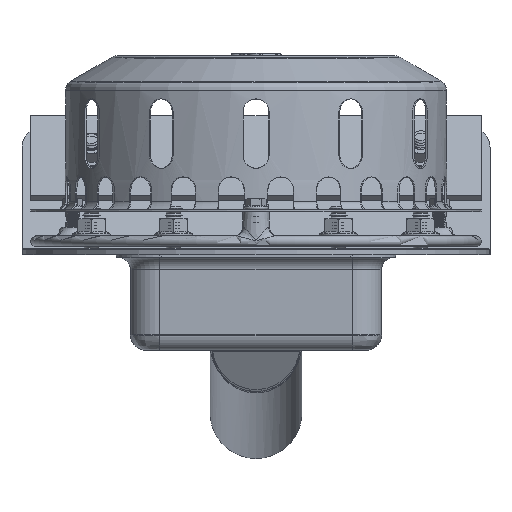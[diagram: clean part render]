
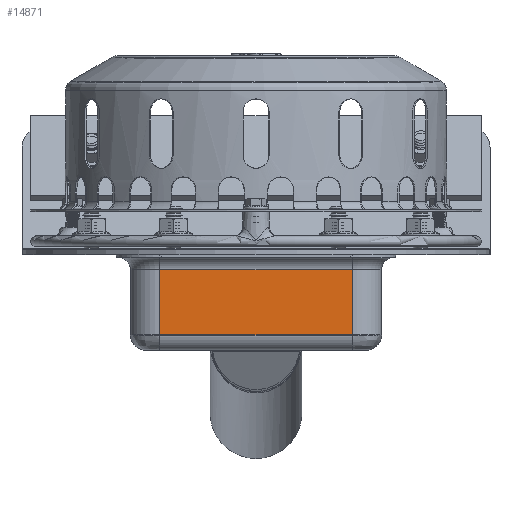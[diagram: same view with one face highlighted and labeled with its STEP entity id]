
A CAD part, left-side view. The second image highlights one B-rep face of the part: STEP entity #14871.
In plain terms, the highlighted planar face has unit normal (-1, 0, 0).
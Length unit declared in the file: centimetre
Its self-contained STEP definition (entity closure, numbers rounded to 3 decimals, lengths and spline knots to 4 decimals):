
#2015=PLANE('',#15895);
#2292=FACE_OUTER_BOUND('',#3228,.T.);
#3228=EDGE_LOOP('',(#10185,#10186,#10187,#10188));
#4336=LINE('',#22762,#5304);
#4346=LINE('',#22812,#5314);
#4347=LINE('',#22816,#5315);
#4348=LINE('',#22817,#5316);
#5304=VECTOR('',#17918,1.);
#5314=VECTOR('',#17980,1.);
#5315=VECTOR('',#17985,1.);
#5316=VECTOR('',#17986,1.);
#6292=VERTEX_POINT('',#22759);
#6293=VERTEX_POINT('',#22761);
#6307=VERTEX_POINT('',#22811);
#6308=VERTEX_POINT('',#22815);
#7746=EDGE_CURVE('',#6292,#6293,#4336,.T.);
#7772=EDGE_CURVE('',#6307,#6293,#4346,.T.);
#7774=EDGE_CURVE('',#6308,#6292,#4347,.T.);
#7775=EDGE_CURVE('',#6307,#6308,#4348,.T.);
#10185=ORIENTED_EDGE('',*,*,#7746,.F.);
#10186=ORIENTED_EDGE('',*,*,#7774,.F.);
#10187=ORIENTED_EDGE('',*,*,#7775,.F.);
#10188=ORIENTED_EDGE('',*,*,#7772,.T.);
#14871=ADVANCED_FACE('',(#2292),#2015,.T.);
#15895=AXIS2_PLACEMENT_3D('',#22814,#17983,#17984);
#17918=DIRECTION('',(0.,-1.,0.));
#17980=DIRECTION('',(0.,0.,1.));
#17983=DIRECTION('center_axis',(-1.,0.,0.));
#17984=DIRECTION('ref_axis',(0.,-1.,0.));
#17985=DIRECTION('',(0.,0.,1.));
#17986=DIRECTION('',(0.,1.,0.));
#22759=CARTESIAN_POINT('',(68.,55.5,-8.5));
#22761=CARTESIAN_POINT('',(68.,-55.5,-8.5));
#22762=CARTESIAN_POINT('',(68.,27.75,-8.5));
#22811=CARTESIAN_POINT('',(68.,-55.5,-46.0417));
#22812=CARTESIAN_POINT('',(68.,-55.5,-55.0417));
#22814=CARTESIAN_POINT('Origin',(68.,55.5,-55.0417));
#22815=CARTESIAN_POINT('',(68.,55.5,-46.0417));
#22816=CARTESIAN_POINT('',(68.,55.5,-55.0417));
#22817=CARTESIAN_POINT('',(68.,27.75,-46.0417));
